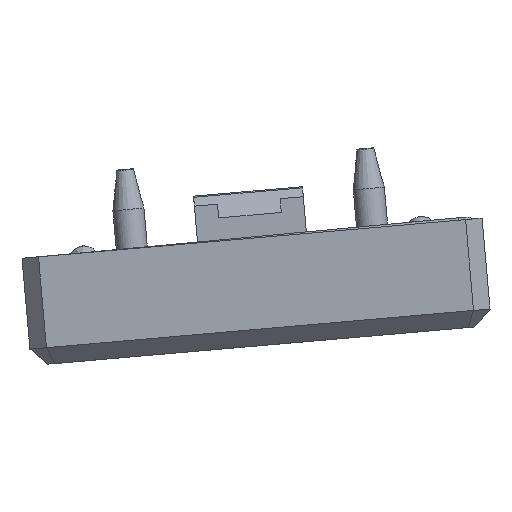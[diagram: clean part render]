
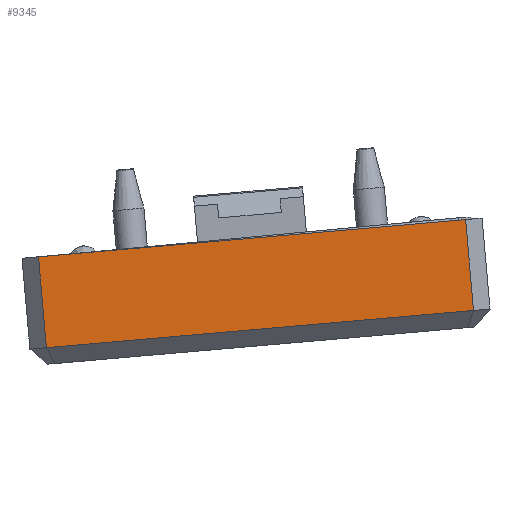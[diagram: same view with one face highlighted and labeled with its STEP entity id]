
A CAD part, left-side view. The second image highlights one B-rep face of the part: STEP entity #9345.
In plain terms, the highlighted planar face has unit normal (-1, 0, 0).
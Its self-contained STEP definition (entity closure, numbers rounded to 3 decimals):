
#372=LINE('',#13982,#1232);
#375=LINE('',#13988,#1235);
#378=LINE('',#13994,#1238);
#379=LINE('',#13995,#1239);
#1232=VECTOR('',#11205,10.);
#1235=VECTOR('',#11212,10.);
#1238=VECTOR('',#11217,10.);
#1239=VECTOR('',#11218,10.);
#2047=PLANE('',#10040);
#2714=FACE_OUTER_BOUND('',#3325,.T.);
#3325=EDGE_LOOP('',(#6950,#6951,#6952,#6953));
#4573=VERTEX_POINT('',#13977);
#4574=VERTEX_POINT('',#13981);
#4575=VERTEX_POINT('',#13987);
#4577=VERTEX_POINT('',#13993);
#5524=EDGE_CURVE('',#4574,#4573,#372,.T.);
#5527=EDGE_CURVE('',#4573,#4575,#375,.T.);
#5530=EDGE_CURVE('',#4577,#4574,#378,.T.);
#5531=EDGE_CURVE('',#4575,#4577,#379,.T.);
#6950=ORIENTED_EDGE('',*,*,#5524,.F.);
#6951=ORIENTED_EDGE('',*,*,#5530,.F.);
#6952=ORIENTED_EDGE('',*,*,#5531,.F.);
#6953=ORIENTED_EDGE('',*,*,#5527,.F.);
#9345=ADVANCED_FACE('',(#2714),#2047,.T.);
#10040=AXIS2_PLACEMENT_3D('',#13992,#11215,#11216);
#11205=DIRECTION('',(0.,1.,0.));
#11212=DIRECTION('',(0.,0.,1.));
#11215=DIRECTION('center_axis',(-1.,0.,0.));
#11216=DIRECTION('ref_axis',(0.,-1.,0.));
#11217=DIRECTION('',(0.,0.,-1.));
#11218=DIRECTION('',(0.,-1.,0.));
#13977=CARTESIAN_POINT('',(-74.,27.85,-9.85));
#13981=CARTESIAN_POINT('',(-74.,-27.85,-9.85));
#13982=CARTESIAN_POINT('',(-74.,13.925,-9.85));
#13987=CARTESIAN_POINT('',(-74.,27.85,2.));
#13988=CARTESIAN_POINT('',(-74.,27.85,0.));
#13992=CARTESIAN_POINT('Origin',(-74.,27.85,0.));
#13993=CARTESIAN_POINT('',(-74.,-27.85,2.));
#13994=CARTESIAN_POINT('',(-74.,-27.85,0.));
#13995=CARTESIAN_POINT('',(-74.,27.85,2.));
